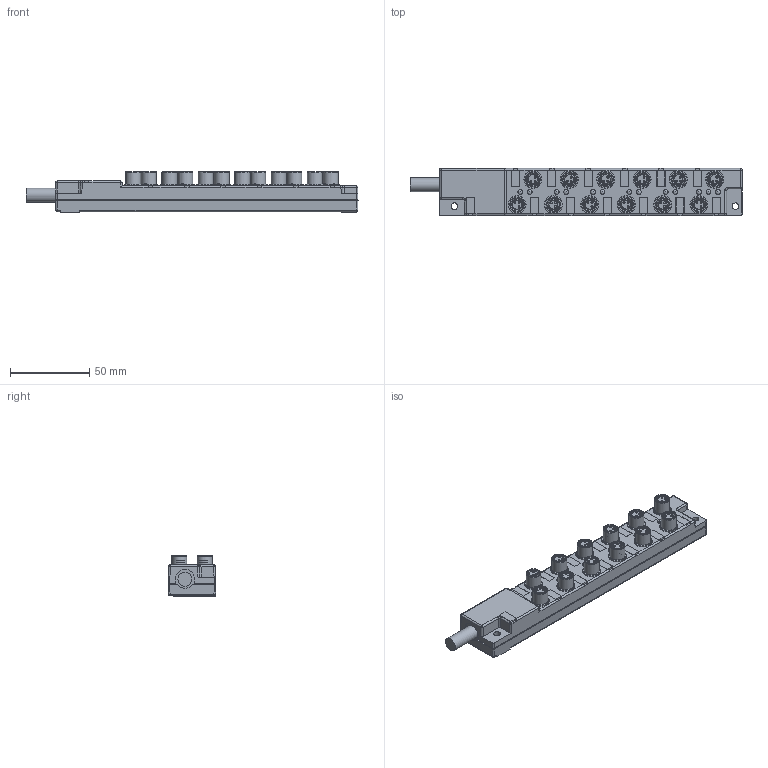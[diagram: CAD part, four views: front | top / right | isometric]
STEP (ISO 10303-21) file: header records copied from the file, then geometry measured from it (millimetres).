
FILE_DESCRIPTION(/* description */ (''),/* implementation_level */ '2;1');
FILE_NAME(/* name */ 'VK001029.stp',/* time_stamp */ '2016-10-11T15:55:15+02:00',/* author */ ('mitarbeiter'),/* organization */ (''),/* preprocessor_version */ 'ST-DEVELOPER v15.2',/* originating_system */ 'Autodesk Inventor 2014',/* authorisation */ '');
FILE_SCHEMA (('AUTOMOTIVE_DESIGN { 1 0 10303 214 3 1 1 }'));
Length unit declared in the file: millimetre
Products named in the file (2): VK001029
Bounding box: 209.9 x 30 x 25.6 mm (x, y, z)
Volume: 101836.3 mm3; surface area: 28502.4 mm2
Topology: 1 solids, 1 shells, 693 faces, 1749 edges, 1144 vertices
Faces by surface type: plane 406, cylinder 174, torus 49, cone 37, sphere 25, bspline 2
Full cylindrical faces by diameter (mm): 1.05 x36, 4.2 x2, 5.7 x12, 7.197 x12, 7.2 x12, 8.197 x12, 8.2 x12, 8.8 x1, 9.5 x12, 11.4 x12
Entity records: 18862 total; most frequent: CARTESIAN_POINT 3251, DIRECTION 3203, ORIENTED_EDGE 2788, EDGE_CURVE 1394, AXIS2_PLACEMENT_3D 1117, VERTEX_POINT 1023, EDGE_LOOP 1017, LINE 969
